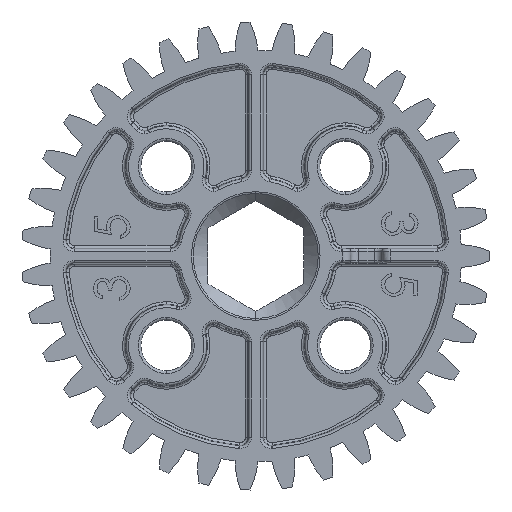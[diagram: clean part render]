
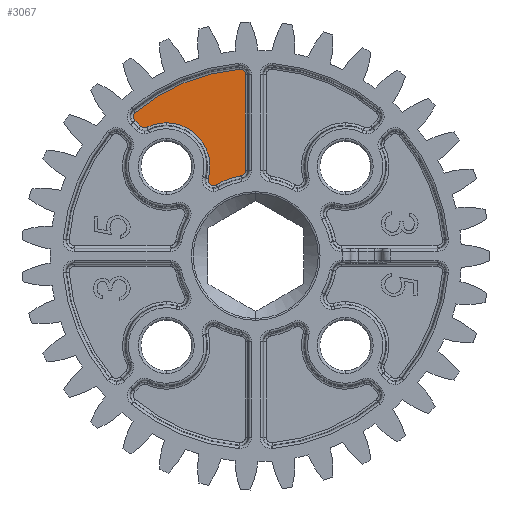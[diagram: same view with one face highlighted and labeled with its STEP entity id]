
A CAD part, left-side view. The second image highlights one B-rep face of the part: STEP entity #3067.
In plain terms, the highlighted planar face has unit normal (-1, 0, 0).
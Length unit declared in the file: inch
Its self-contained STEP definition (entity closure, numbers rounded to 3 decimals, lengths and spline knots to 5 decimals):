
#154 = VERTEX_POINT ( 'NONE', #11607 ) ;
#367 = CARTESIAN_POINT ( 'NONE',  ( -0.03125, 0., 0. ) ) ;
#727 = CARTESIAN_POINT ( 'NONE',  ( -0.03125, 0.47624, 0.56726 ) ) ;
#2109 = CIRCLE ( 'NONE', #3719, 0.02142 ) ;
#2529 = EDGE_CURVE ( 'NONE', #32891, #17960, #2109, .T. ) ;
#3067 = ADVANCED_FACE ( 'NONE', ( #24691 ), #27208, .T. ) ;
#3222 = AXIS2_PLACEMENT_3D ( 'NONE', #29074, #8974, #19033 ) ;
#3599 = VERTEX_POINT ( 'NONE', #26134 ) ;
#3719 = AXIS2_PLACEMENT_3D ( 'NONE', #29663, #3909, #17109 ) ;
#3909 = DIRECTION ( 'NONE',  ( -1., 0., 0. ) ) ;
#4048 = EDGE_CURVE ( 'NONE', #7516, #3599, #20395, .T. ) ;
#4437 = DIRECTION ( 'NONE',  ( 0., 0., 1. ) ) ;
#4655 = EDGE_LOOP ( 'NONE', ( #16791, #31966, #31895, #10047, #24228, #19689, #7000, #23537, #18344, #13728, #31980, #21999 ) ) ;
#5342 = DIRECTION ( 'NONE',  ( -1., 0., 0. ) ) ;
#6062 = DIRECTION ( 'NONE',  ( 0., 0., 1. ) ) ;
#6067 = VERTEX_POINT ( 'NONE', #31290 ) ;
#6118 = CARTESIAN_POINT ( 'NONE',  ( -0.03125, 0.42994, 0.50858 ) ) ;
#6132 = CIRCLE ( 'NONE', #28037, 0.02142 ) ;
#6928 = LINE ( 'NONE', #11590, #29845 ) ;
#7000 = ORIENTED_EDGE ( 'NONE', *, *, #17506, .T. ) ;
#7295 = EDGE_CURVE ( 'NONE', #3599, #6067, #6132, .T. ) ;
#7477 = AXIS2_PLACEMENT_3D ( 'NONE', #11610, #11781, #30033 ) ;
#7516 = VERTEX_POINT ( 'NONE', #28230 ) ;
#7653 = CARTESIAN_POINT ( 'NONE',  ( -0.03125, 0.45456, 0.51265 ) ) ;
#8526 = CIRCLE ( 'NONE', #12788, 0.74067 ) ;
#8566 = CIRCLE ( 'NONE', #3222, 0.02142 ) ;
#8974 = DIRECTION ( 'NONE',  ( -1., 0., 0. ) ) ;
#9047 = DIRECTION ( 'NONE',  ( -1., 0., 0. ) ) ;
#9135 = DIRECTION ( 'NONE',  ( 0., 0., 1. ) ) ;
#10047 = ORIENTED_EDGE ( 'NONE', *, *, #10569, .T. ) ;
#10507 = AXIS2_PLACEMENT_3D ( 'NONE', #29632, #9047, #6062 ) ;
#10569 = EDGE_CURVE ( 'NONE', #32607, #7516, #16042, .T. ) ;
#10605 = EDGE_CURVE ( 'NONE', #18293, #26696, #8566, .T. ) ;
#11466 = DIRECTION ( 'NONE',  ( 1., 0., 0. ) ) ;
#11558 = EDGE_CURVE ( 'NONE', #32784, #154, #27330, .T. ) ;
#11590 = CARTESIAN_POINT ( 'NONE',  ( -0.03125, -0.02905, 0.02905 ) ) ;
#11607 = CARTESIAN_POINT ( 'NONE',  ( -0.03125, 0.04108, 0.33802 ) ) ;
#11610 = CARTESIAN_POINT ( 'NONE',  ( -0.03125, 0., 0. ) ) ;
#11781 = DIRECTION ( 'NONE',  ( -1., 0., 0. ) ) ;
#11929 = CARTESIAN_POINT ( 'NONE',  ( -0.03125, 0.06436, 0.73787 ) ) ;
#11997 = CIRCLE ( 'NONE', #28613, 0.32233 ) ;
#12097 = CARTESIAN_POINT ( 'NONE',  ( -0.03125, 0.04108, 0. ) ) ;
#12151 = VERTEX_POINT ( 'NONE', #11929 ) ;
#12788 = AXIS2_PLACEMENT_3D ( 'NONE', #23091, #32945, #12849 ) ;
#12849 = DIRECTION ( 'NONE',  ( 0., 0., 1. ) ) ;
#13728 = ORIENTED_EDGE ( 'NONE', *, *, #10605, .T. ) ;
#13997 = DIRECTION ( 'NONE',  ( -1., 0., 0. ) ) ;
#14951 = AXIS2_PLACEMENT_3D ( 'NONE', #21397, #11466, #9135 ) ;
#15047 = CARTESIAN_POINT ( 'NONE',  ( -0.03125, 0.0625, 0.73795 ) ) ;
#15477 = CARTESIAN_POINT ( 'NONE',  ( -0.03125, 0.47762, 0.53571 ) ) ;
#15595 = DIRECTION ( 'NONE',  ( 0., 0., 1. ) ) ;
#15878 = AXIS2_PLACEMENT_3D ( 'NONE', #16084, #25960, #28646 ) ;
#16042 = CIRCLE ( 'NONE', #14951, 0.17283 ) ;
#16084 = CARTESIAN_POINT ( 'NONE',  ( -0.03125, 0.43941, 0.5278 ) ) ;
#16526 = CARTESIAN_POINT ( 'NONE',  ( -0.03125, 0.16664, 0.30066 ) ) ;
#16791 = ORIENTED_EDGE ( 'NONE', *, *, #2529, .T. ) ;
#17109 = DIRECTION ( 'NONE',  ( 0., 0., 1. ) ) ;
#17506 = EDGE_CURVE ( 'NONE', #6067, #32784, #11997, .T. ) ;
#17960 = VERTEX_POINT ( 'NONE', #15477 ) ;
#18293 = VERTEX_POINT ( 'NONE', #30158 ) ;
#18344 = ORIENTED_EDGE ( 'NONE', *, *, #32823, .T. ) ;
#19033 = DIRECTION ( 'NONE',  ( 0., 0., 1. ) ) ;
#19689 = ORIENTED_EDGE ( 'NONE', *, *, #7295, .T. ) ;
#20395 = CIRCLE ( 'NONE', #28401, 0.17283 ) ;
#20516 = EDGE_CURVE ( 'NONE', #23101, #32607, #24433, .T. ) ;
#20904 = DIRECTION ( 'NONE',  ( 0., 0., 1. ) ) ;
#21079 = CARTESIAN_POINT ( 'NONE',  ( -0.03125, 0.35355, 0.35355 ) ) ;
#21397 = CARTESIAN_POINT ( 'NONE',  ( -0.03125, 0.35355, 0.35355 ) ) ;
#21999 = ORIENTED_EDGE ( 'NONE', *, *, #23768, .T. ) ;
#22286 = CIRCLE ( 'NONE', #10507, 0.02142 ) ;
#23091 = CARTESIAN_POINT ( 'NONE',  ( -0.03125, 0., 0. ) ) ;
#23101 = VERTEX_POINT ( 'NONE', #7653 ) ;
#23537 = ORIENTED_EDGE ( 'NONE', *, *, #11558, .T. ) ;
#23768 = EDGE_CURVE ( 'NONE', #12151, #32891, #8526, .T. ) ;
#23930 = DIRECTION ( 'NONE',  ( 0., 0., 1. ) ) ;
#24228 = ORIENTED_EDGE ( 'NONE', *, *, #4048, .T. ) ;
#24242 = VECTOR ( 'NONE', #4437, 39.37008 ) ;
#24433 = CIRCLE ( 'NONE', #15878, 0.02142 ) ;
#24501 = DIRECTION ( 'NONE',  ( 0., -0.707, -0.707 ) ) ;
#24691 = FACE_OUTER_BOUND ( 'NONE', #4655, .T. ) ;
#25332 = CARTESIAN_POINT ( 'NONE',  ( -0.03125, 0.0586, 0.31695 ) ) ;
#25761 = DIRECTION ( 'NONE',  ( 1., 0., 0. ) ) ;
#25960 = DIRECTION ( 'NONE',  ( -1., 0., 0. ) ) ;
#26134 = CARTESIAN_POINT ( 'NONE',  ( -0.03125, 0.18726, 0.30649 ) ) ;
#26696 = VERTEX_POINT ( 'NONE', #15047 ) ;
#27208 = PLANE ( 'NONE',  #7477 ) ;
#27330 = CIRCLE ( 'NONE', #29448, 0.02142 ) ;
#27783 = EDGE_CURVE ( 'NONE', #26696, #12151, #22286, .T. ) ;
#28037 = AXIS2_PLACEMENT_3D ( 'NONE', #16526, #13997, #31599 ) ;
#28230 = CARTESIAN_POINT ( 'NONE',  ( -0.03125, 0.35355, 0.52638 ) ) ;
#28401 = AXIS2_PLACEMENT_3D ( 'NONE', #21079, #25761, #23930 ) ;
#28613 = AXIS2_PLACEMENT_3D ( 'NONE', #367, #28652, #15595 ) ;
#28646 = DIRECTION ( 'NONE',  ( 0., 0., 1. ) ) ;
#28652 = DIRECTION ( 'NONE',  ( 1., 0., 0. ) ) ;
#28928 = CARTESIAN_POINT ( 'NONE',  ( -0.03125, 0.0625, 0.33802 ) ) ;
#28947 = EDGE_CURVE ( 'NONE', #17960, #23101, #6928, .T. ) ;
#29074 = CARTESIAN_POINT ( 'NONE',  ( -0.03125, 0.0625, 0.71653 ) ) ;
#29448 = AXIS2_PLACEMENT_3D ( 'NONE', #28928, #5342, #20904 ) ;
#29632 = CARTESIAN_POINT ( 'NONE',  ( -0.03125, 0.0625, 0.71653 ) ) ;
#29663 = CARTESIAN_POINT ( 'NONE',  ( -0.03125, 0.46247, 0.55086 ) ) ;
#29845 = VECTOR ( 'NONE', #24501, 39.37008 ) ;
#30033 = DIRECTION ( 'NONE',  ( 0., 0., 1. ) ) ;
#30158 = CARTESIAN_POINT ( 'NONE',  ( -0.03125, 0.04108, 0.71653 ) ) ;
#30357 = LINE ( 'NONE', #12097, #24242 ) ;
#31290 = CARTESIAN_POINT ( 'NONE',  ( -0.03125, 0.15626, 0.28192 ) ) ;
#31599 = DIRECTION ( 'NONE',  ( 0., 0., 1. ) ) ;
#31895 = ORIENTED_EDGE ( 'NONE', *, *, #20516, .T. ) ;
#31966 = ORIENTED_EDGE ( 'NONE', *, *, #28947, .T. ) ;
#31980 = ORIENTED_EDGE ( 'NONE', *, *, #27783, .T. ) ;
#32607 = VERTEX_POINT ( 'NONE', #6118 ) ;
#32784 = VERTEX_POINT ( 'NONE', #25332 ) ;
#32823 = EDGE_CURVE ( 'NONE', #154, #18293, #30357, .T. ) ;
#32891 = VERTEX_POINT ( 'NONE', #727 ) ;
#32945 = DIRECTION ( 'NONE',  ( -1., 0., 0. ) ) ;
